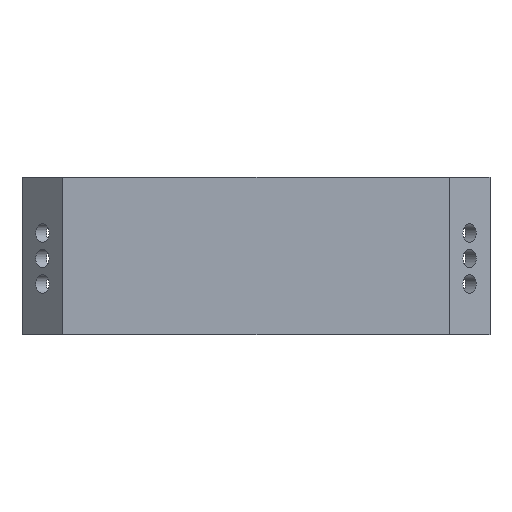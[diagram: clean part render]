
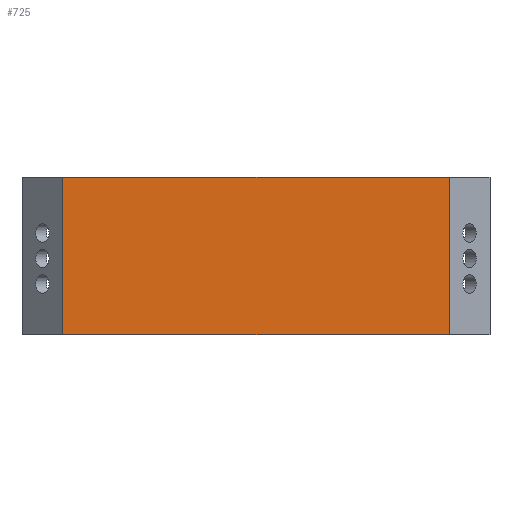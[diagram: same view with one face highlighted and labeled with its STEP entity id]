
A CAD part, front view. The second image highlights one B-rep face of the part: STEP entity #725.
In plain terms, the highlighted planar face has unit normal (0, -1, 0).
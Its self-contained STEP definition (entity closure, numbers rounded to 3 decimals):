
#61=PLANE('',#793);
#95=FACE_OUTER_BOUND('',#153,.T.);
#153=EDGE_LOOP('',(#625,#626,#627,#628));
#221=LINE('',#1168,#285);
#222=LINE('',#1171,#286);
#223=LINE('',#1173,#287);
#224=LINE('',#1174,#288);
#285=VECTOR('',#973,10.);
#286=VECTOR('',#976,10.);
#287=VECTOR('',#977,10.);
#288=VECTOR('',#978,10.);
#385=VERTEX_POINT('',#1164);
#386=VERTEX_POINT('',#1166);
#387=VERTEX_POINT('',#1170);
#388=VERTEX_POINT('',#1172);
#477=EDGE_CURVE('',#385,#386,#221,.T.);
#478=EDGE_CURVE('',#385,#387,#222,.T.);
#479=EDGE_CURVE('',#388,#386,#223,.T.);
#480=EDGE_CURVE('',#387,#388,#224,.T.);
#625=ORIENTED_EDGE('',*,*,#478,.F.);
#626=ORIENTED_EDGE('',*,*,#477,.T.);
#627=ORIENTED_EDGE('',*,*,#479,.F.);
#628=ORIENTED_EDGE('',*,*,#480,.F.);
#725=ADVANCED_FACE('',(#95),#61,.T.);
#793=AXIS2_PLACEMENT_3D('',#1169,#974,#975);
#973=DIRECTION('',(0.,0.,1.));
#974=DIRECTION('center_axis',(0.,-1.,0.));
#975=DIRECTION('ref_axis',(1.,0.,0.));
#976=DIRECTION('',(-1.,0.,0.));
#977=DIRECTION('',(1.,0.,0.));
#978=DIRECTION('',(0.,0.,1.));
#1164=CARTESIAN_POINT('',(88.,4.,0.));
#1166=CARTESIAN_POINT('',(88.,4.,31.));
#1168=CARTESIAN_POINT('',(88.,4.,0.));
#1169=CARTESIAN_POINT('Origin',(12.,4.,0.));
#1170=CARTESIAN_POINT('',(12.,4.,0.));
#1171=CARTESIAN_POINT('',(88.,4.,0.));
#1172=CARTESIAN_POINT('',(12.,4.,31.));
#1173=CARTESIAN_POINT('',(88.,4.,31.));
#1174=CARTESIAN_POINT('',(12.,4.,0.));
